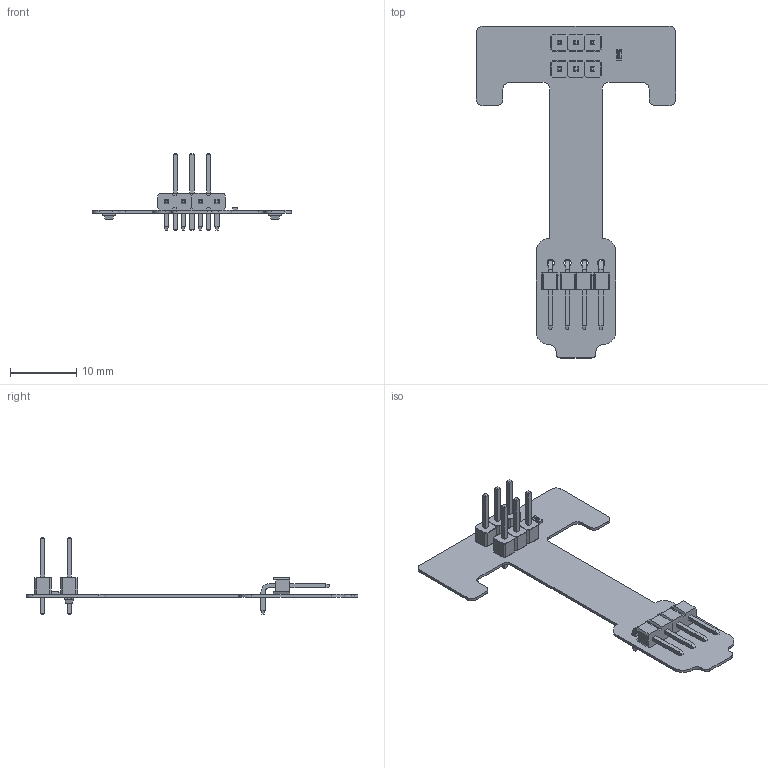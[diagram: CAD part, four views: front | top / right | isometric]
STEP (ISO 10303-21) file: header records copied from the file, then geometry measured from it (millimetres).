
FILE_DESCRIPTION(('Open CASCADE Model'),'2;1');
FILE_NAME('Open CASCADE Shape Model','2020-05-01T11:25:34',('Author'),( 'Open CASCADE'),'Open CASCADE STEP processor 6.8','Open CASCADE 6.8' ,'Unknown');
FILE_SCHEMA(('AUTOMOTIVE_DESIGN { 1 0 10303 214 1 1 1 1 }'));
Length unit declared in the file: millimetre
Products named in the file (15): PCB; Board; X3; pcb_connector_890-70-002-20-001101; X1; PLS-3; PLS-1; ïðÿìîé_øòûðü; îñíîâàíèå; X2; VD1; User_Library-CHIPLED-0805; VD2; R1; chip_0603_r
Assembly tree (19 placements, depth 5):
  PCB
    Board
    X3
      pcb_connector_890-70-002-20-001101  x2
    X1
      PLS-3
        PLS-1  x3
          ïðÿìîé_øòûðü
          îñíîâàíèå
    X2
      PLS-3
        PLS-1  x3
          ïðÿìîé_øòûðü
          îñíîâàíèå
    VD1
      User_Library-CHIPLED-0805
    VD2
      User_Library-CHIPLED-0805
    R1
      chip_0603_r
Bounding box: 30 x 50 x 11.54 mm (x, y, z)
Volume: 467.1 mm3; surface area: 2111 mm2
Topology: 24 solids, 24 shells, 640 faces, 1528 edges, 936 vertices
Faces by surface type: plane 527, cylinder 64, bspline 49
Full cylindrical faces by diameter (mm): 1.1 x10
Entity records: 12991 total; most frequent: CARTESIAN_POINT 4625, ORIENTED_EDGE 1512, DIRECTION 1300, EDGE_CURVE 756, LINE 558, VECTOR 558, VERTEX_POINT 476, AXIS2_PLACEMENT_3D 371
